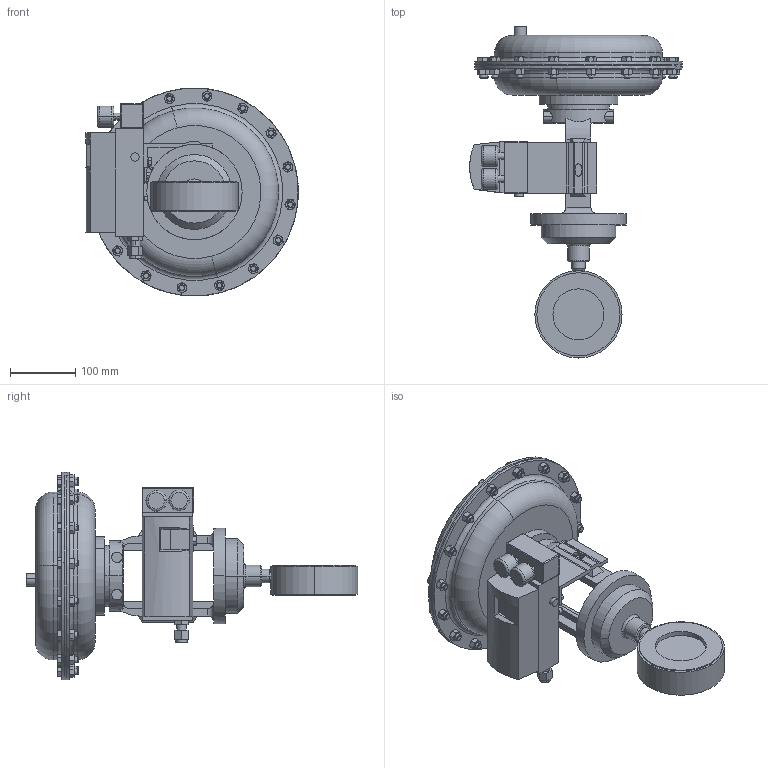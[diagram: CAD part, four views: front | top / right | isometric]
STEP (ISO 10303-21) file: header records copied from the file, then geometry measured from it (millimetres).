
FILE_DESCRIPTION (( 'STEP AP203' ), '1' );
FILE_NAME ('75SP-300-CB+SB-I3-55M-16IQ.step', '2017-10-27T12:44:59', ( '' ), ( '' ), 'SwSTEP 2.0', 'SolidWorks 2014', '' );
FILE_SCHEMA (( 'CONFIG_CONTROL_DESIGN' ));
Length unit declared in the file: inch
Products named in the file (1): 75SP-300-CB+SB-I3-55M-16IQ
Bounding box: 324.72 x 506.95 x 317.33 mm (x, y, z)
Volume: 7871823.9 mm3; surface area: 486216.3 mm2
Topology: 1 solids, 1 shells, 991 faces, 2298 edges, 1400 vertices
Faces by surface type: plane 431, cone 334, cylinder 159, bspline 44, torus 21, sphere 2
Entity records: 33626 total; most frequent: CARTESIAN_POINT 12159, ORIENTED_EDGE 4588, DIRECTION 4138, EDGE_CURVE 2294, AXIS2_PLACEMENT_3D 1612, VERTEX_POINT 1400, EDGE_LOOP 1090, FACE_OUTER_BOUND 991
